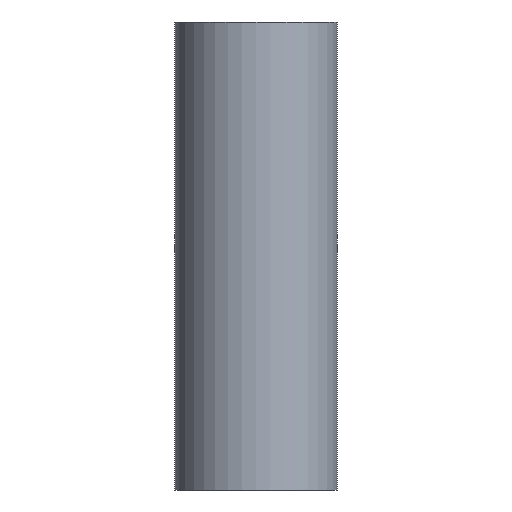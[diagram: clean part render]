
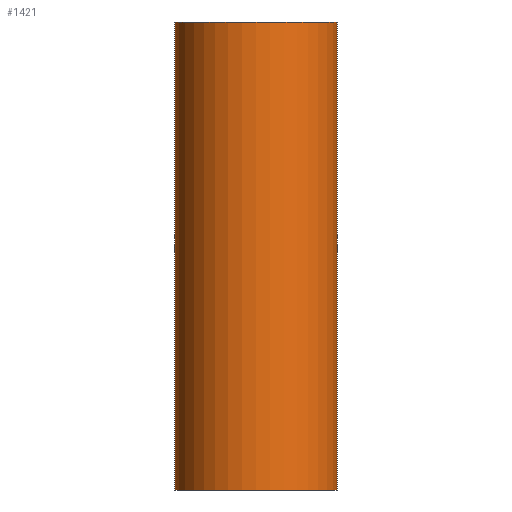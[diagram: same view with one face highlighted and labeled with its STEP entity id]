
A CAD part, front view. The second image highlights one B-rep face of the part: STEP entity #1421.
In plain terms, the highlighted cylindrical face has radius 25.4 mm (diameter 50.8 mm), a partial arc.
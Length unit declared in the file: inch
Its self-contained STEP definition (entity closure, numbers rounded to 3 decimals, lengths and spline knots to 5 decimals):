
#37 = AXIS2_PLACEMENT_3D ( 'NONE', #1571, #1524, #1291 ) ;
#58 = CARTESIAN_POINT ( 'NONE',  ( -1., 0., -2.87402 ) ) ;
#103 = CARTESIAN_POINT ( 'NONE',  ( 1., 0., 2.87402 ) ) ;
#198 = CARTESIAN_POINT ( 'NONE',  ( 1., 0., 2.87402 ) ) ;
#216 = DIRECTION ( 'NONE',  ( -1., 0., 0. ) ) ;
#226 = AXIS2_PLACEMENT_3D ( 'NONE', #1092, #1074, #1469 ) ;
#273 = ORIENTED_EDGE ( 'NONE', *, *, #664, .F. ) ;
#279 = VERTEX_POINT ( 'NONE', #1112 ) ;
#342 = EDGE_CURVE ( 'NONE', #1253, #617, #903, .T. ) ;
#408 = CARTESIAN_POINT ( 'NONE',  ( 1., 0., -2.87402 ) ) ;
#446 = CIRCLE ( 'NONE', #226, 1. ) ;
#481 = DIRECTION ( 'NONE',  ( 0., 0., -1. ) ) ;
#490 = ORIENTED_EDGE ( 'NONE', *, *, #342, .T. ) ;
#565 = LINE ( 'NONE', #103, #742 ) ;
#579 = ORIENTED_EDGE ( 'NONE', *, *, #854, .F. ) ;
#617 = VERTEX_POINT ( 'NONE', #408 ) ;
#643 = VECTOR ( 'NONE', #1179, 39.37008 ) ;
#664 = EDGE_CURVE ( 'NONE', #279, #1349, #446, .T. ) ;
#665 = CYLINDRICAL_SURFACE ( 'NONE', #1087, 1. ) ;
#686 = EDGE_CURVE ( 'NONE', #279, #1253, #1390, .T. ) ;
#742 = VECTOR ( 'NONE', #1024, 39.37008 ) ;
#854 = EDGE_CURVE ( 'NONE', #1349, #617, #565, .T. ) ;
#877 = ORIENTED_EDGE ( 'NONE', *, *, #686, .T. ) ;
#903 = CIRCLE ( 'NONE', #37, 1. ) ;
#1024 = DIRECTION ( 'NONE',  ( 0., 0., -1. ) ) ;
#1074 = DIRECTION ( 'NONE',  ( 0., 0., 1. ) ) ;
#1087 = AXIS2_PLACEMENT_3D ( 'NONE', #1370, #481, #216 ) ;
#1092 = CARTESIAN_POINT ( 'NONE',  ( 0., 0., 2.87402 ) ) ;
#1112 = CARTESIAN_POINT ( 'NONE',  ( -1., 0., 2.87402 ) ) ;
#1154 = EDGE_LOOP ( 'NONE', ( #579, #273, #877, #490 ) ) ;
#1179 = DIRECTION ( 'NONE',  ( 0., 0., -1. ) ) ;
#1253 = VERTEX_POINT ( 'NONE', #58 ) ;
#1265 = FACE_OUTER_BOUND ( 'NONE', #1154, .T. ) ;
#1291 = DIRECTION ( 'NONE',  ( 1., 0., 0. ) ) ;
#1349 = VERTEX_POINT ( 'NONE', #198 ) ;
#1370 = CARTESIAN_POINT ( 'NONE',  ( 0., 0., 2.87402 ) ) ;
#1390 = LINE ( 'NONE', #1574, #643 ) ;
#1421 = ADVANCED_FACE ( 'NONE', ( #1265 ), #665, .T. ) ;
#1469 = DIRECTION ( 'NONE',  ( 1., 0., 0. ) ) ;
#1524 = DIRECTION ( 'NONE',  ( 0., 0., 1. ) ) ;
#1571 = CARTESIAN_POINT ( 'NONE',  ( 0., 0., -2.87402 ) ) ;
#1574 = CARTESIAN_POINT ( 'NONE',  ( -1., 0., 2.87402 ) ) ;
